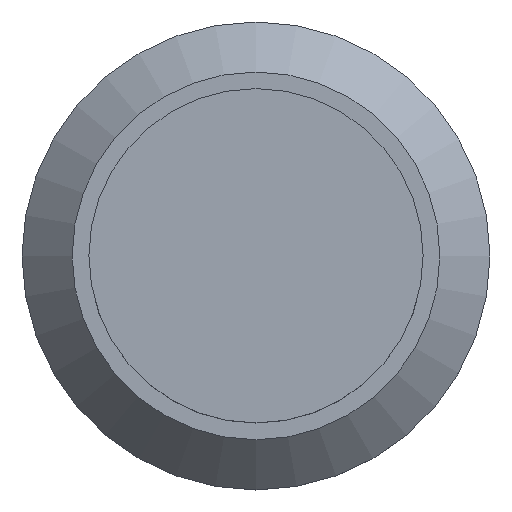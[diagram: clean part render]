
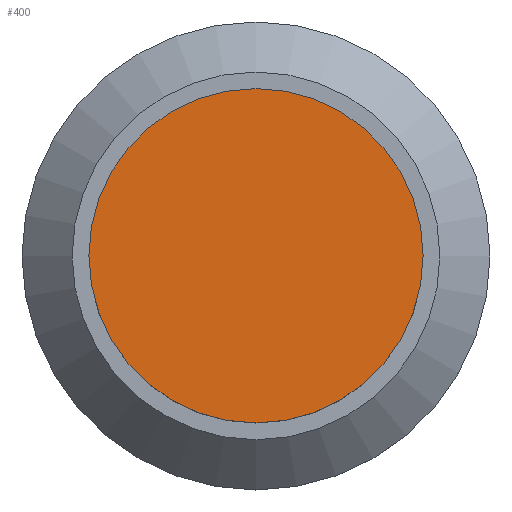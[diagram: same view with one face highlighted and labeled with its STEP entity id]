
A CAD part, top view. The second image highlights one B-rep face of the part: STEP entity #400.
In plain terms, the highlighted planar face has unit normal (0, 0, 1).
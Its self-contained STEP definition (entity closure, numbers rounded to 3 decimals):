
#334 = CYLINDRICAL_SURFACE('',#335,5.);
#335 = AXIS2_PLACEMENT_3D('',#336,#337,#338);
#336 = CARTESIAN_POINT('',(0.,0.,22.));
#337 = DIRECTION('',(-0.,-0.,-1.));
#338 = DIRECTION('',(1.,0.,0.));
#350 = VERTEX_POINT('',#351);
#351 = CARTESIAN_POINT('',(5.,0.,24.));
#372 = EDGE_CURVE('',#350,#350,#373,.T.);
#373 = SURFACE_CURVE('',#374,(#379,#386),.PCURVE_S1.);
#374 = CIRCLE('',#375,5.);
#375 = AXIS2_PLACEMENT_3D('',#376,#377,#378);
#376 = CARTESIAN_POINT('',(0.,0.,24.));
#377 = DIRECTION('',(0.,0.,1.));
#378 = DIRECTION('',(1.,0.,0.));
#379 = PCURVE('',#334,#380);
#380 = DEFINITIONAL_REPRESENTATION('',(#381),#385);
#381 = LINE('',#382,#383);
#382 = CARTESIAN_POINT('',(-0.,-2.));
#383 = VECTOR('',#384,1.);
#384 = DIRECTION('',(-1.,0.));
#385 = ( GEOMETRIC_REPRESENTATION_CONTEXT(2) 
PARAMETRIC_REPRESENTATION_CONTEXT() REPRESENTATION_CONTEXT('2D SPACE',''
  ) );
#386 = PCURVE('',#387,#392);
#387 = PLANE('',#388);
#388 = AXIS2_PLACEMENT_3D('',#389,#390,#391);
#389 = CARTESIAN_POINT('',(0.,0.,24.));
#390 = DIRECTION('',(0.,0.,1.));
#391 = DIRECTION('',(0.,1.,0.));
#392 = DEFINITIONAL_REPRESENTATION('',(#393),#397);
#393 = CIRCLE('',#394,5.);
#394 = AXIS2_PLACEMENT_2D('',#395,#396);
#395 = CARTESIAN_POINT('',(0.,0.));
#396 = DIRECTION('',(0.,-1.));
#397 = ( GEOMETRIC_REPRESENTATION_CONTEXT(2) 
PARAMETRIC_REPRESENTATION_CONTEXT() REPRESENTATION_CONTEXT('2D SPACE',''
  ) );
#400 = ADVANCED_FACE('',(#401),#387,.T.);
#401 = FACE_BOUND('',#402,.T.);
#402 = EDGE_LOOP('',(#403));
#403 = ORIENTED_EDGE('',*,*,#372,.T.);
